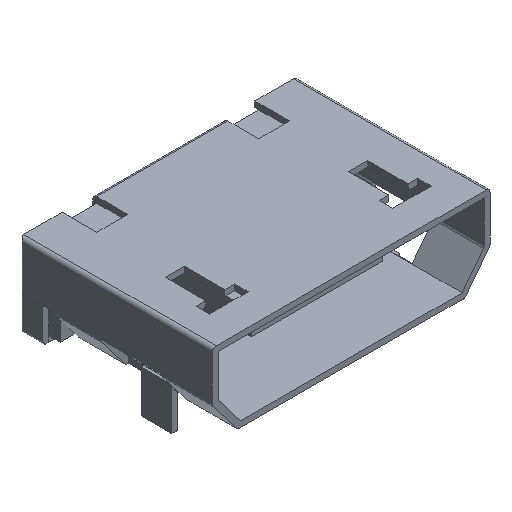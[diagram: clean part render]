
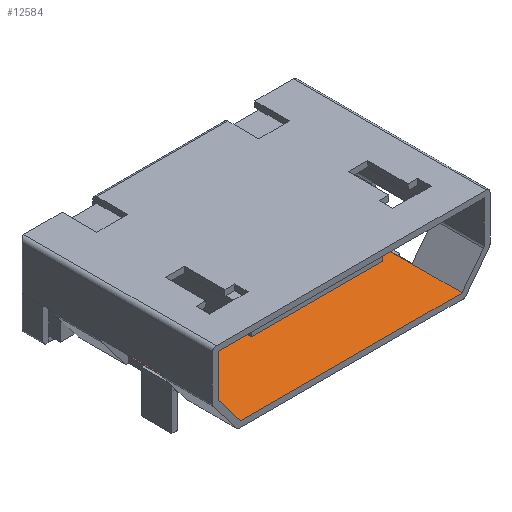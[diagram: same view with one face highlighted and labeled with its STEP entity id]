
A CAD part, isometric view. The second image highlights one B-rep face of the part: STEP entity #12584.
In plain terms, the highlighted planar face has unit normal (0, 0, 1).
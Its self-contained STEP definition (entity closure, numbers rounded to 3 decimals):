
#5962 = PLANE('',#5963);
#5963 = AXIS2_PLACEMENT_3D('',#5964,#5965,#5966);
#5964 = CARTESIAN_POINT('',(-2.95,0.801,-0.007));
#5965 = DIRECTION('',(0.406,0.914,0.));
#5966 = DIRECTION('',(0.914,-0.406,0.));
#6071 = PLANE('',#6072);
#6072 = AXIS2_PLACEMENT_3D('',#6073,#6074,#6075);
#6073 = CARTESIAN_POINT('',(-2.876,-3.299,0.143));
#6074 = DIRECTION('',(0.794,0.,0.608));
#6075 = DIRECTION('',(-0.608,0.,0.794));
#6125 = PLANE('',#6126);
#6126 = AXIS2_PLACEMENT_3D('',#6127,#6128,#6129);
#6127 = CARTESIAN_POINT('',(-2.875,0.801,0.143));
#6128 = DIRECTION('',(-0.794,0.,-0.608));
#6129 = DIRECTION('',(-0.608,0.,0.794));
#6142 = VERTEX_POINT('',#6143);
#6143 = CARTESIAN_POINT('',(2.875,0.768,0.143));
#6157 = PLANE('',#6158);
#6158 = AXIS2_PLACEMENT_3D('',#6159,#6160,#6161);
#6159 = CARTESIAN_POINT('',(3.45,0.801,0.893));
#6160 = DIRECTION('',(0.794,0.,-0.608));
#6161 = DIRECTION('',(-0.608,0.,-0.794));
#6185 = PLANE('',#6186);
#6186 = AXIS2_PLACEMENT_3D('',#6187,#6188,#6189);
#6187 = CARTESIAN_POINT('',(2.05,0.401,-0.007));
#6188 = DIRECTION('',(-0.406,0.914,0.));
#6189 = DIRECTION('',(0.914,0.406,0.));
#6226 = VERTEX_POINT('',#6227);
#6227 = CARTESIAN_POINT('',(-2.875,0.768,0.143));
#6341 = PLANE('',#6342);
#6342 = AXIS2_PLACEMENT_3D('',#6343,#6344,#6345);
#6343 = CARTESIAN_POINT('',(3.45,-3.299,0.893));
#6344 = DIRECTION('',(-0.794,0.,0.608));
#6345 = DIRECTION('',(-0.608,0.,-0.794));
#7887 = PLANE('',#7888);
#7888 = AXIS2_PLACEMENT_3D('',#7889,#7890,#7891);
#7889 = CARTESIAN_POINT('',(0.,-3.299,1.125));
#7890 = DIRECTION('',(0.,1.,0.));
#7891 = DIRECTION('',(0.,0.,1.));
#8935 = VERTEX_POINT('',#8936);
#8936 = CARTESIAN_POINT('',(-2.876,0.768,0.143));
#8957 = EDGE_CURVE('',#6226,#8935,#8958,.T.);
#8958 = SURFACE_CURVE('',#8959,(#8963,#8970),.PCURVE_S1.);
#8959 = LINE('',#8960,#8961);
#8960 = CARTESIAN_POINT('',(0.243,-0.618,0.143));
#8961 = VECTOR('',#8962,1.);
#8962 = DIRECTION('',(-0.914,0.406,0.));
#8963 = PCURVE('',#5962,#8964);
#8964 = DEFINITIONAL_REPRESENTATION('',(#8965),#8969);
#8965 = LINE('',#8966,#8967);
#8966 = CARTESIAN_POINT('',(3.494,-0.15));
#8967 = VECTOR('',#8968,1.);
#8968 = DIRECTION('',(-1.,0.));
#8969 = ( GEOMETRIC_REPRESENTATION_CONTEXT(2) 
PARAMETRIC_REPRESENTATION_CONTEXT() REPRESENTATION_CONTEXT('2D SPACE',''
  ) );
#8970 = PCURVE('',#8971,#8976);
#8971 = PLANE('',#8972);
#8972 = AXIS2_PLACEMENT_3D('',#8973,#8974,#8975);
#8973 = CARTESIAN_POINT('',(2.876,-3.299,0.143));
#8974 = DIRECTION('',(0.,0.,1.));
#8975 = DIRECTION('',(-1.,0.,0.));
#8976 = DEFINITIONAL_REPRESENTATION('',(#8977),#8981);
#8977 = LINE('',#8978,#8979);
#8978 = CARTESIAN_POINT('',(2.633,-2.681));
#8979 = VECTOR('',#8980,1.);
#8980 = DIRECTION('',(0.914,-0.406));
#8981 = ( GEOMETRIC_REPRESENTATION_CONTEXT(2) 
PARAMETRIC_REPRESENTATION_CONTEXT() REPRESENTATION_CONTEXT('2D SPACE',''
  ) );
#9063 = EDGE_CURVE('',#6226,#9064,#9066,.T.);
#9064 = VERTEX_POINT('',#9065);
#9065 = CARTESIAN_POINT('',(-2.875,0.201,0.143));
#9066 = SURFACE_CURVE('',#9067,(#9071,#9078),.PCURVE_S1.);
#9067 = LINE('',#9068,#9069);
#9068 = CARTESIAN_POINT('',(-2.875,0.801,0.143));
#9069 = VECTOR('',#9070,1.);
#9070 = DIRECTION('',(0.,-1.,0.));
#9071 = PCURVE('',#6125,#9072);
#9072 = DEFINITIONAL_REPRESENTATION('',(#9073),#9077);
#9073 = LINE('',#9074,#9075);
#9074 = CARTESIAN_POINT('',(0.,0.));
#9075 = VECTOR('',#9076,1.);
#9076 = DIRECTION('',(0.,-1.));
#9077 = ( GEOMETRIC_REPRESENTATION_CONTEXT(2) 
PARAMETRIC_REPRESENTATION_CONTEXT() REPRESENTATION_CONTEXT('2D SPACE',''
  ) );
#9078 = PCURVE('',#8971,#9079);
#9079 = DEFINITIONAL_REPRESENTATION('',(#9080),#9084);
#9080 = LINE('',#9081,#9082);
#9081 = CARTESIAN_POINT('',(5.751,-4.1));
#9082 = VECTOR('',#9083,1.);
#9083 = DIRECTION('',(0.,1.));
#9084 = ( GEOMETRIC_REPRESENTATION_CONTEXT(2) 
PARAMETRIC_REPRESENTATION_CONTEXT() REPRESENTATION_CONTEXT('2D SPACE',''
  ) );
#9102 = PLANE('',#9103);
#9103 = AXIS2_PLACEMENT_3D('',#9104,#9105,#9106);
#9104 = CARTESIAN_POINT('',(0.,0.201,1.119));
#9105 = DIRECTION('',(0.,1.,0.));
#9106 = DIRECTION('',(0.,0.,1.));
#9240 = VERTEX_POINT('',#9241);
#9241 = CARTESIAN_POINT('',(-2.876,-3.299,0.143));
#9264 = EDGE_CURVE('',#9240,#8935,#9265,.T.);
#9265 = SURFACE_CURVE('',#9266,(#9270,#9277),.PCURVE_S1.);
#9266 = LINE('',#9267,#9268);
#9267 = CARTESIAN_POINT('',(-2.876,-3.299,0.143));
#9268 = VECTOR('',#9269,1.);
#9269 = DIRECTION('',(0.,1.,0.));
#9270 = PCURVE('',#6071,#9271);
#9271 = DEFINITIONAL_REPRESENTATION('',(#9272),#9276);
#9272 = LINE('',#9273,#9274);
#9273 = CARTESIAN_POINT('',(0.,0.));
#9274 = VECTOR('',#9275,1.);
#9275 = DIRECTION('',(0.,-1.));
#9276 = ( GEOMETRIC_REPRESENTATION_CONTEXT(2) 
PARAMETRIC_REPRESENTATION_CONTEXT() REPRESENTATION_CONTEXT('2D SPACE',''
  ) );
#9277 = PCURVE('',#8971,#9278);
#9278 = DEFINITIONAL_REPRESENTATION('',(#9279),#9283);
#9279 = LINE('',#9280,#9281);
#9280 = CARTESIAN_POINT('',(5.752,0.));
#9281 = VECTOR('',#9282,1.);
#9282 = DIRECTION('',(0.,-1.));
#9283 = ( GEOMETRIC_REPRESENTATION_CONTEXT(2) 
PARAMETRIC_REPRESENTATION_CONTEXT() REPRESENTATION_CONTEXT('2D SPACE',''
  ) );
#9469 = EDGE_CURVE('',#9470,#6142,#9472,.T.);
#9470 = VERTEX_POINT('',#9471);
#9471 = CARTESIAN_POINT('',(2.876,0.768,0.143));
#9472 = SURFACE_CURVE('',#9473,(#9477,#9484),.PCURVE_S1.);
#9473 = LINE('',#9474,#9475);
#9474 = CARTESIAN_POINT('',(1.708,0.249,0.143));
#9475 = VECTOR('',#9476,1.);
#9476 = DIRECTION('',(-0.914,-0.406,0.));
#9477 = PCURVE('',#6185,#9478);
#9478 = DEFINITIONAL_REPRESENTATION('',(#9479),#9483);
#9479 = LINE('',#9480,#9481);
#9480 = CARTESIAN_POINT('',(-0.374,-0.15));
#9481 = VECTOR('',#9482,1.);
#9482 = DIRECTION('',(-1.,0.));
#9483 = ( GEOMETRIC_REPRESENTATION_CONTEXT(2) 
PARAMETRIC_REPRESENTATION_CONTEXT() REPRESENTATION_CONTEXT('2D SPACE',''
  ) );
#9484 = PCURVE('',#8971,#9485);
#9485 = DEFINITIONAL_REPRESENTATION('',(#9486),#9490);
#9486 = LINE('',#9487,#9488);
#9487 = CARTESIAN_POINT('',(1.168,-3.548));
#9488 = VECTOR('',#9489,1.);
#9489 = DIRECTION('',(0.914,0.406));
#9490 = ( GEOMETRIC_REPRESENTATION_CONTEXT(2) 
PARAMETRIC_REPRESENTATION_CONTEXT() REPRESENTATION_CONTEXT('2D SPACE',''
  ) );
#9570 = VERTEX_POINT('',#9571);
#9571 = CARTESIAN_POINT('',(2.875,0.201,0.143));
#9592 = EDGE_CURVE('',#6142,#9570,#9593,.T.);
#9593 = SURFACE_CURVE('',#9594,(#9598,#9605),.PCURVE_S1.);
#9594 = LINE('',#9595,#9596);
#9595 = CARTESIAN_POINT('',(2.875,0.801,0.143));
#9596 = VECTOR('',#9597,1.);
#9597 = DIRECTION('',(0.,-1.,0.));
#9598 = PCURVE('',#6157,#9599);
#9599 = DEFINITIONAL_REPRESENTATION('',(#9600),#9604);
#9600 = LINE('',#9601,#9602);
#9601 = CARTESIAN_POINT('',(0.945,0.));
#9602 = VECTOR('',#9603,1.);
#9603 = DIRECTION('',(0.,-1.));
#9604 = ( GEOMETRIC_REPRESENTATION_CONTEXT(2) 
PARAMETRIC_REPRESENTATION_CONTEXT() REPRESENTATION_CONTEXT('2D SPACE',''
  ) );
#9605 = PCURVE('',#8971,#9606);
#9606 = DEFINITIONAL_REPRESENTATION('',(#9607),#9611);
#9607 = LINE('',#9608,#9609);
#9608 = CARTESIAN_POINT('',(0.001,-4.1));
#9609 = VECTOR('',#9610,1.);
#9610 = DIRECTION('',(0.,1.));
#9611 = ( GEOMETRIC_REPRESENTATION_CONTEXT(2) 
PARAMETRIC_REPRESENTATION_CONTEXT() REPRESENTATION_CONTEXT('2D SPACE',''
  ) );
#9620 = VERTEX_POINT('',#9621);
#9621 = CARTESIAN_POINT('',(2.876,-3.299,0.143));
#9775 = EDGE_CURVE('',#9620,#9470,#9776,.T.);
#9776 = SURFACE_CURVE('',#9777,(#9781,#9788),.PCURVE_S1.);
#9777 = LINE('',#9778,#9779);
#9778 = CARTESIAN_POINT('',(2.876,-3.299,0.143));
#9779 = VECTOR('',#9780,1.);
#9780 = DIRECTION('',(0.,1.,0.));
#9781 = PCURVE('',#6341,#9782);
#9782 = DEFINITIONAL_REPRESENTATION('',(#9783),#9787);
#9783 = LINE('',#9784,#9785);
#9784 = CARTESIAN_POINT('',(0.944,0.));
#9785 = VECTOR('',#9786,1.);
#9786 = DIRECTION('',(0.,-1.));
#9787 = ( GEOMETRIC_REPRESENTATION_CONTEXT(2) 
PARAMETRIC_REPRESENTATION_CONTEXT() REPRESENTATION_CONTEXT('2D SPACE',''
  ) );
#9788 = PCURVE('',#8971,#9789);
#9789 = DEFINITIONAL_REPRESENTATION('',(#9790),#9794);
#9790 = LINE('',#9791,#9792);
#9791 = CARTESIAN_POINT('',(0.,0.));
#9792 = VECTOR('',#9793,1.);
#9793 = DIRECTION('',(0.,-1.));
#9794 = ( GEOMETRIC_REPRESENTATION_CONTEXT(2) 
PARAMETRIC_REPRESENTATION_CONTEXT() REPRESENTATION_CONTEXT('2D SPACE',''
  ) );
#11192 = EDGE_CURVE('',#9620,#9240,#11193,.T.);
#11193 = SURFACE_CURVE('',#11194,(#11198,#11205),.PCURVE_S1.);
#11194 = LINE('',#11195,#11196);
#11195 = CARTESIAN_POINT('',(2.876,-3.299,0.143));
#11196 = VECTOR('',#11197,1.);
#11197 = DIRECTION('',(-1.,0.,0.));
#11198 = PCURVE('',#7887,#11199);
#11199 = DEFINITIONAL_REPRESENTATION('',(#11200),#11204);
#11200 = LINE('',#11201,#11202);
#11201 = CARTESIAN_POINT('',(-0.982,2.876));
#11202 = VECTOR('',#11203,1.);
#11203 = DIRECTION('',(0.,-1.));
#11204 = ( GEOMETRIC_REPRESENTATION_CONTEXT(2) 
PARAMETRIC_REPRESENTATION_CONTEXT() REPRESENTATION_CONTEXT('2D SPACE',''
  ) );
#11205 = PCURVE('',#8971,#11206);
#11206 = DEFINITIONAL_REPRESENTATION('',(#11207),#11211);
#11207 = LINE('',#11208,#11209);
#11208 = CARTESIAN_POINT('',(0.,0.));
#11209 = VECTOR('',#11210,1.);
#11210 = DIRECTION('',(1.,0.));
#11211 = ( GEOMETRIC_REPRESENTATION_CONTEXT(2) 
PARAMETRIC_REPRESENTATION_CONTEXT() REPRESENTATION_CONTEXT('2D SPACE',''
  ) );
#12584 = ADVANCED_FACE('',(#12585),#8971,.T.);
#12585 = FACE_BOUND('',#12586,.T.);
#12586 = EDGE_LOOP('',(#12587,#12588,#12589,#12590,#12591,#12612,#12613,
    #12614));
#12587 = ORIENTED_EDGE('',*,*,#11192,.F.);
#12588 = ORIENTED_EDGE('',*,*,#9775,.T.);
#12589 = ORIENTED_EDGE('',*,*,#9469,.T.);
#12590 = ORIENTED_EDGE('',*,*,#9592,.T.);
#12591 = ORIENTED_EDGE('',*,*,#12592,.T.);
#12592 = EDGE_CURVE('',#9570,#9064,#12593,.T.);
#12593 = SURFACE_CURVE('',#12594,(#12598,#12605),.PCURVE_S1.);
#12594 = LINE('',#12595,#12596);
#12595 = CARTESIAN_POINT('',(2.875,0.201,0.143));
#12596 = VECTOR('',#12597,1.);
#12597 = DIRECTION('',(-1.,0.,0.));
#12598 = PCURVE('',#8971,#12599);
#12599 = DEFINITIONAL_REPRESENTATION('',(#12600),#12604);
#12600 = LINE('',#12601,#12602);
#12601 = CARTESIAN_POINT('',(0.001,-3.5));
#12602 = VECTOR('',#12603,1.);
#12603 = DIRECTION('',(1.,0.));
#12604 = ( GEOMETRIC_REPRESENTATION_CONTEXT(2) 
PARAMETRIC_REPRESENTATION_CONTEXT() REPRESENTATION_CONTEXT('2D SPACE',''
  ) );
#12605 = PCURVE('',#9102,#12606);
#12606 = DEFINITIONAL_REPRESENTATION('',(#12607),#12611);
#12607 = LINE('',#12608,#12609);
#12608 = CARTESIAN_POINT('',(-0.976,2.875));
#12609 = VECTOR('',#12610,1.);
#12610 = DIRECTION('',(0.,-1.));
#12611 = ( GEOMETRIC_REPRESENTATION_CONTEXT(2) 
PARAMETRIC_REPRESENTATION_CONTEXT() REPRESENTATION_CONTEXT('2D SPACE',''
  ) );
#12612 = ORIENTED_EDGE('',*,*,#9063,.F.);
#12613 = ORIENTED_EDGE('',*,*,#8957,.T.);
#12614 = ORIENTED_EDGE('',*,*,#9264,.F.);
